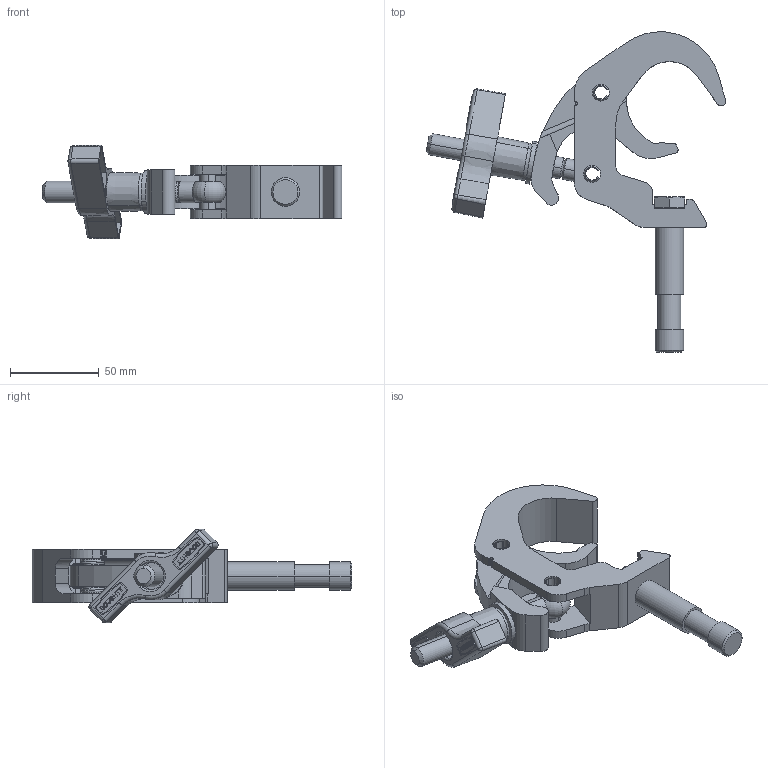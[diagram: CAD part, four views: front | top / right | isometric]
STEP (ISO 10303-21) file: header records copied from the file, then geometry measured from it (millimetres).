
FILE_DESCRIPTION (( 'STEP AP203' ), '1' );
FILE_NAME ('T58325.STEP', '2019-10-15T14:37:15', ( '' ), ( '' ), 'SwSTEP 2.0', 'SolidWorks 2019', '' );
FILE_SCHEMA (( 'CONFIG_CONTROL_DESIGN' ));
Length unit declared in the file: millimetre
Products named in the file (13): T78052; TH2020_25MM WIDE; T73390; Hex Screw GradeC_Doughty Fastners_BS EN 24018 - M10 x 25-WS; T58325; TH1977_No Stamping; S1190_For T58300; A Washer_Bright washer BS 4320 - M12 (Form A); TH2019_30MM WIDE; TH1978_TH602; S0123; F791; TH733
Assembly tree (13 placements, depth 3):
  T58325
    TH1977_No Stamping
      TH2019_30MM WIDE
    TH1978_TH602
      TH2020_25MM WIDE
    F791  x2
    S1190_For T58300
    T78052
      TH733
      A Washer_Bright washer BS 4320 - M12 (Form A)
      S0123
    Hex Screw GradeC_Doughty Fastners_BS EN 24018 - M10 x 25-WS
    T73390
Bounding box: 168.37 x 179.88 x 52.78 mm (x, y, z)
Volume: 150519.5 mm3; surface area: 59466.4 mm2
Topology: 10 solids, 10 shells, 642 faces, 1695 edges, 1088 vertices
Faces by surface type: plane 229, cylinder 197, cone 112, bspline 90, torus 14
Entity records: 27880 total; most frequent: CARTESIAN_POINT 11150, ORIENTED_EDGE 3302, DIRECTION 3101, EDGE_CURVE 1651, AXIS2_PLACEMENT_3D 1115, VERTEX_POINT 1064, LINE 871, VECTOR 871
